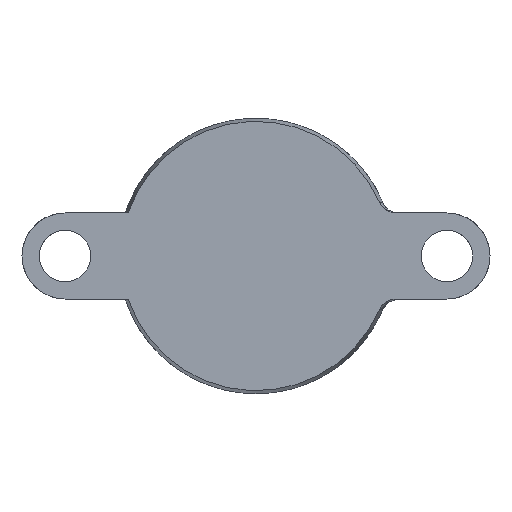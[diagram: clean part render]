
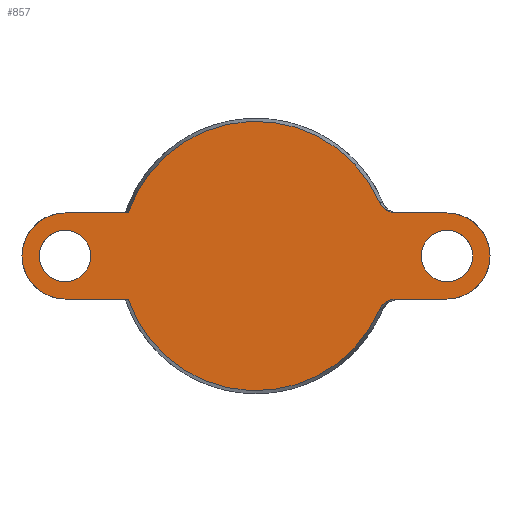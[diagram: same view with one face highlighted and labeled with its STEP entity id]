
A CAD part, front view. The second image highlights one B-rep face of the part: STEP entity #857.
In plain terms, the highlighted planar face has unit normal (0, -1, 0).
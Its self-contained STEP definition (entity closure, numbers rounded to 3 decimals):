
#2 = EDGE_CURVE ( 'NONE', #1060, #72, #761, .T. ) ;
#13 = AXIS2_PLACEMENT_3D ( 'NONE', #1178, #483, #420 ) ;
#15 = CARTESIAN_POINT ( 'NONE',  ( 38.663, 0., -12.866 ) ) ;
#20 = EDGE_CURVE ( 'NONE', #65, #689, #181, .T. ) ;
#22 = DIRECTION ( 'NONE',  ( 0., -1., 0. ) ) ;
#24 = EDGE_CURVE ( 'NONE', #1194, #814, #694, .T. ) ;
#31 = DIRECTION ( 'NONE',  ( 0., 1., 0. ) ) ;
#36 = VERTEX_POINT ( 'NONE', #1046 ) ;
#39 = CARTESIAN_POINT ( 'NONE',  ( 40.579, 0., 12.5 ) ) ;
#43 = ORIENTED_EDGE ( 'NONE', *, *, #90, .T. ) ;
#56 = CARTESIAN_POINT ( 'NONE',  ( 39.603, 0., 12.57 ) ) ;
#65 = VERTEX_POINT ( 'NONE', #836 ) ;
#72 = VERTEX_POINT ( 'NONE', #546 ) ;
#83 = CARTESIAN_POINT ( 'NONE',  ( 15., 0., -12.5 ) ) ;
#90 = EDGE_CURVE ( 'NONE', #878, #460, #812, .T. ) ;
#113 = CARTESIAN_POINT ( 'NONE',  ( 38., 0., -13.192 ) ) ;
#121 = AXIS2_PLACEMENT_3D ( 'NONE', #1117, #31, #295 ) ;
#135 = EDGE_CURVE ( 'NONE', #328, #328, #868, .T. ) ;
#155 = CARTESIAN_POINT ( 'NONE',  ( 38.008, 0., 13.187 ) ) ;
#181 = LINE ( 'NONE', #83, #406 ) ;
#195 = DIRECTION ( 'NONE',  ( 0., 0., -1. ) ) ;
#211 = ORIENTED_EDGE ( 'NONE', *, *, #135, .T. ) ;
#218 = VECTOR ( 'NONE', #901, 1000. ) ;
#239 = CARTESIAN_POINT ( 'NONE',  ( 38.897, 0., 12.778 ) ) ;
#251 = ORIENTED_EDGE ( 'NONE', *, *, #2, .T. ) ;
#253 = CARTESIAN_POINT ( 'NONE',  ( 36.861, 0., 14.101 ) ) ;
#267 = DIRECTION ( 'NONE',  ( 0., 0., -1. ) ) ;
#277 = ORIENTED_EDGE ( 'NONE', *, *, #1220, .F. ) ;
#283 = ORIENTED_EDGE ( 'NONE', *, *, #488, .T. ) ;
#295 = DIRECTION ( 'NONE',  ( 0., 0., 1. ) ) ;
#301 = CARTESIAN_POINT ( 'NONE',  ( 35.928, 0., -15.535 ) ) ;
#310 = LINE ( 'NONE', #708, #635 ) ;
#328 = VERTEX_POINT ( 'NONE', #929 ) ;
#344 = CIRCLE ( 'NONE', #640, 12.5 ) ;
#348 = EDGE_LOOP ( 'NONE', ( #211 ) ) ;
#357 = CARTESIAN_POINT ( 'NONE',  ( 0., 0., 0. ) ) ;
#362 = CARTESIAN_POINT ( 'NONE',  ( -37.093, 0., -12.5 ) ) ;
#365 = B_SPLINE_CURVE_WITH_KNOTS ( 'NONE', 3,
 ( #301, #796, #702, #1196, #1108, #604, #1013, #113, #507, #15, #1212, #515, #856, #432 ),
 .UNSPECIFIED., .F., .F.,
 ( 4, 2, 2, 2, 2, 2, 4 ),
 ( 0., 0.001, 0.002, 0.003, 0.004, 0.004, 0.006 ),
 .UNSPECIFIED. ) ;
#400 = VERTEX_POINT ( 'NONE', #602 ) ;
#403 = FACE_BOUND ( 'NONE', #348, .T. ) ;
#406 = VECTOR ( 'NONE', #448, 1000. ) ;
#420 = DIRECTION ( 'NONE',  ( 0., 0., 1. ) ) ;
#430 = ORIENTED_EDGE ( 'NONE', *, *, #1284, .T. ) ;
#432 = CARTESIAN_POINT ( 'NONE',  ( 40.579, 0., -12.5 ) ) ;
#440 = CARTESIAN_POINT ( 'NONE',  ( 37.598, 0., 13.453 ) ) ;
#448 = DIRECTION ( 'NONE',  ( -1., 0., 0. ) ) ;
#457 = CARTESIAN_POINT ( 'NONE',  ( 37.4, 0., 13.603 ) ) ;
#460 = VERTEX_POINT ( 'NONE', #899 ) ;
#477 = AXIS2_PLACEMENT_3D ( 'NONE', #897, #502, #1000 ) ;
#482 = CARTESIAN_POINT ( 'NONE',  ( 55.5, 0., 0. ) ) ;
#483 = DIRECTION ( 'NONE',  ( 0., 1., 0. ) ) ;
#487 = DIRECTION ( 'NONE',  ( 0., 1., 0. ) ) ;
#488 = EDGE_CURVE ( 'NONE', #400, #1060, #310, .T. ) ;
#502 = DIRECTION ( 'NONE',  ( 0., -1., 0. ) ) ;
#507 = CARTESIAN_POINT ( 'NONE',  ( 38.218, 0., -13.072 ) ) ;
#515 = CARTESIAN_POINT ( 'NONE',  ( 39.592, 0., -12.572 ) ) ;
#517 = CARTESIAN_POINT ( 'NONE',  ( -15., 0., 12.5 ) ) ;
#525 = CARTESIAN_POINT ( 'NONE',  ( -37.093, 0., 12.5 ) ) ;
#541 = CARTESIAN_POINT ( 'NONE',  ( 36.388, 0., 14.659 ) ) ;
#545 = ORIENTED_EDGE ( 'NONE', *, *, #1086, .F. ) ;
#546 = CARTESIAN_POINT ( 'NONE',  ( 35.928, 0., -15.535 ) ) ;
#548 = CARTESIAN_POINT ( 'NONE',  ( 36.124, 0., 15.081 ) ) ;
#579 = DIRECTION ( 'NONE',  ( 0., 0., -1. ) ) ;
#597 = AXIS2_PLACEMENT_3D ( 'NONE', #877, #893, #579 ) ;
#600 = CARTESIAN_POINT ( 'NONE',  ( 40.579, 0., 12.5 ) ) ;
#602 = CARTESIAN_POINT ( 'NONE',  ( -55.5, 0., -12.5 ) ) ;
#604 = CARTESIAN_POINT ( 'NONE',  ( 37.397, 0., -13.606 ) ) ;
#608 = ORIENTED_EDGE ( 'NONE', *, *, #20, .F. ) ;
#618 = CIRCLE ( 'NONE', #1006, 39.143 ) ;
#619 = FACE_OUTER_BOUND ( 'NONE', #1030, .T. ) ;
#631 = CARTESIAN_POINT ( 'NONE',  ( 40.085, 0., 12.5 ) ) ;
#635 = VECTOR ( 'NONE', #1114, 1000. ) ;
#640 = AXIS2_PLACEMENT_3D ( 'NONE', #482, #487, #267 ) ;
#653 = EDGE_CURVE ( 'NONE', #460, #400, #1002, .T. ) ;
#664 = DIRECTION ( 'NONE',  ( 0., -1., 0. ) ) ;
#689 = VERTEX_POINT ( 'NONE', #995 ) ;
#693 = VERTEX_POINT ( 'NONE', #1076 ) ;
#694 = LINE ( 'NONE', #928, #218 ) ;
#702 = CARTESIAN_POINT ( 'NONE',  ( 36.381, 0., -14.668 ) ) ;
#708 = CARTESIAN_POINT ( 'NONE',  ( -15., 0., -12.5 ) ) ;
#710 = ORIENTED_EDGE ( 'NONE', *, *, #993, .T. ) ;
#742 = CARTESIAN_POINT ( 'NONE',  ( 38.221, 0., 13.07 ) ) ;
#761 = CIRCLE ( 'NONE', #803, 39.143 ) ;
#788 = CIRCLE ( 'NONE', #477, 7.5 ) ;
#791 = B_SPLINE_CURVE_WITH_KNOTS ( 'NONE', 3,
 ( #39, #631, #56, #239, #1055, #742, #155, #440, #457, #1038, #253, #541, #548, #946 ),
 .UNSPECIFIED., .F., .F.,
 ( 4, 2, 2, 2, 2, 2, 4 ),
 ( 0., 0.001, 0.002, 0.003, 0.004, 0.004, 0.006 ),
 .UNSPECIFIED. ) ;
#796 = CARTESIAN_POINT ( 'NONE',  ( 36.124, 0., -15.081 ) ) ;
#803 = AXIS2_PLACEMENT_3D ( 'NONE', #357, #664, #1065 ) ;
#812 = LINE ( 'NONE', #517, #999 ) ;
#814 = VERTEX_POINT ( 'NONE', #985 ) ;
#836 = CARTESIAN_POINT ( 'NONE',  ( 55.5, 0., -12.5 ) ) ;
#856 = CARTESIAN_POINT ( 'NONE',  ( 40.085, 0., -12.5 ) ) ;
#857 = ADVANCED_FACE ( 'NONE', ( #619, #403, #1109 ), #1113, .F. ) ;
#868 = CIRCLE ( 'NONE', #13, 7.5 ) ;
#877 = CARTESIAN_POINT ( 'NONE',  ( -55.5, 0., 0. ) ) ;
#878 = VERTEX_POINT ( 'NONE', #525 ) ;
#893 = DIRECTION ( 'NONE',  ( 0., -1., 0. ) ) ;
#897 = CARTESIAN_POINT ( 'NONE',  ( -55.5, 0., 0. ) ) ;
#899 = CARTESIAN_POINT ( 'NONE',  ( -55.5, 0., 12.5 ) ) ;
#901 = DIRECTION ( 'NONE',  ( 1., 0., 0. ) ) ;
#916 = CARTESIAN_POINT ( 'NONE',  ( 0., 0., 0. ) ) ;
#928 = CARTESIAN_POINT ( 'NONE',  ( 15., 0., 12.5 ) ) ;
#929 = CARTESIAN_POINT ( 'NONE',  ( 55.5, 0., 7.5 ) ) ;
#944 = ORIENTED_EDGE ( 'NONE', *, *, #653, .T. ) ;
#946 = CARTESIAN_POINT ( 'NONE',  ( 35.928, 0., 15.535 ) ) ;
#985 = CARTESIAN_POINT ( 'NONE',  ( 55.5, 0., 12.5 ) ) ;
#993 = EDGE_CURVE ( 'NONE', #1194, #693, #791, .T. ) ;
#995 = CARTESIAN_POINT ( 'NONE',  ( 40.579, 0., -12.5 ) ) ;
#999 = VECTOR ( 'NONE', #1288, 1000. ) ;
#1000 = DIRECTION ( 'NONE',  ( 0., 0., 1. ) ) ;
#1002 = CIRCLE ( 'NONE', #597, 12.5 ) ;
#1006 = AXIS2_PLACEMENT_3D ( 'NONE', #916, #22, #195 ) ;
#1013 = CARTESIAN_POINT ( 'NONE',  ( 37.591, 0., -13.458 ) ) ;
#1030 = EDGE_LOOP ( 'NONE', ( #1073, #710, #1095, #43, #944, #283, #251, #430, #608, #545 ) ) ;
#1038 = CARTESIAN_POINT ( 'NONE',  ( 37.032, 0., 13.927 ) ) ;
#1046 = CARTESIAN_POINT ( 'NONE',  ( -55.5, 0., 7.5 ) ) ;
#1055 = CARTESIAN_POINT ( 'NONE',  ( 38.665, 0., 12.866 ) ) ;
#1060 = VERTEX_POINT ( 'NONE', #362 ) ;
#1065 = DIRECTION ( 'NONE',  ( 0., 0., -1. ) ) ;
#1073 = ORIENTED_EDGE ( 'NONE', *, *, #24, .F. ) ;
#1076 = CARTESIAN_POINT ( 'NONE',  ( 35.928, 0., 15.535 ) ) ;
#1086 = EDGE_CURVE ( 'NONE', #814, #65, #344, .T. ) ;
#1095 = ORIENTED_EDGE ( 'NONE', *, *, #1216, .T. ) ;
#1108 = CARTESIAN_POINT ( 'NONE',  ( 37.031, 0., -13.929 ) ) ;
#1109 = FACE_BOUND ( 'NONE', #1211, .T. ) ;
#1113 = PLANE ( 'NONE',  #121 ) ;
#1114 = DIRECTION ( 'NONE',  ( 1., 0., 0. ) ) ;
#1117 = CARTESIAN_POINT ( 'NONE',  ( -39.143, 0., 0. ) ) ;
#1178 = CARTESIAN_POINT ( 'NONE',  ( 55.5, 0., 0. ) ) ;
#1194 = VERTEX_POINT ( 'NONE', #600 ) ;
#1196 = CARTESIAN_POINT ( 'NONE',  ( 36.857, 0., -14.106 ) ) ;
#1211 = EDGE_LOOP ( 'NONE', ( #277 ) ) ;
#1212 = CARTESIAN_POINT ( 'NONE',  ( 38.891, 0., -12.781 ) ) ;
#1216 = EDGE_CURVE ( 'NONE', #693, #878, #618, .T. ) ;
#1220 = EDGE_CURVE ( 'NONE', #36, #36, #788, .T. ) ;
#1284 = EDGE_CURVE ( 'NONE', #72, #689, #365, .T. ) ;
#1288 = DIRECTION ( 'NONE',  ( -1., 0., 0. ) ) ;
